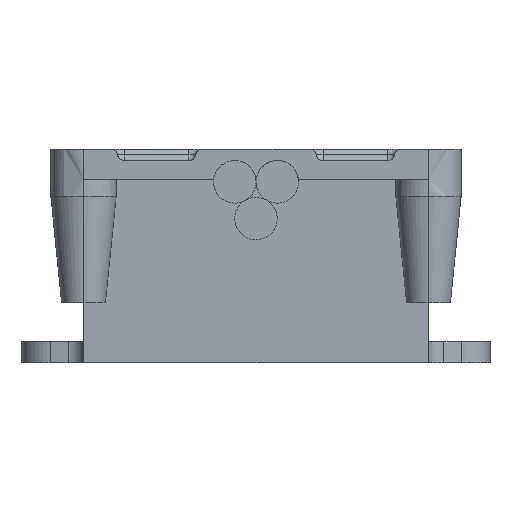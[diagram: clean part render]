
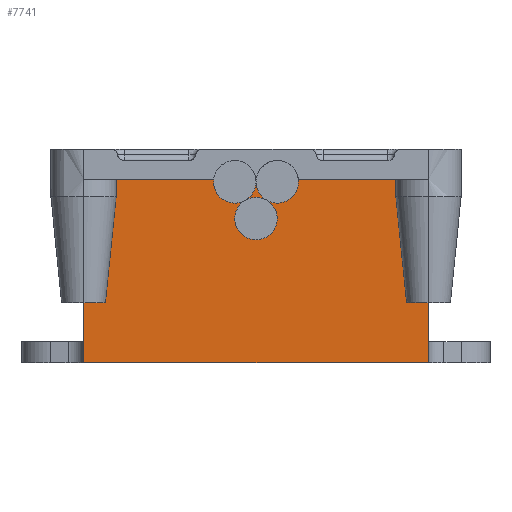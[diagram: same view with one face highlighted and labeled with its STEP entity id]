
A CAD part, left-side view. The second image highlights one B-rep face of the part: STEP entity #7741.
In plain terms, the highlighted free-form (B-spline) face has degree [1, 1] with [2, 2] control points.
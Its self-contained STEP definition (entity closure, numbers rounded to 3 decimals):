
#24 = VERTEX_POINT('',#25);
#25 = CARTESIAN_POINT('',(4.174,3.051,0.));
#30 = EDGE_CURVE('',#31,#24,#33,.T.);
#31 = VERTEX_POINT('',#32);
#32 = CARTESIAN_POINT('',(4.174,40.598,0.));
#33 = B_SPLINE_CURVE_WITH_KNOTS('',1,(#34,#35),.UNSPECIFIED.,.F.,.F.,(2,
    2),(-18.666,18.666),.PIECEWISE_BEZIER_KNOTS.);
#34 = CARTESIAN_POINT('',(4.174,40.598,0.));
#35 = CARTESIAN_POINT('',(4.174,3.051,0.));
#6819 = EDGE_CURVE('',#6820,#6822,#6824,.T.);
#6820 = VERTEX_POINT('',#6821);
#6821 = CARTESIAN_POINT('',(4.174,38.303,
    6.537));
#6822 = VERTEX_POINT('',#6823);
#6823 = CARTESIAN_POINT('',(4.174,37.109,
    18.103));
#6824 = B_SPLINE_CURVE_WITH_KNOTS('',4,(#6825,#6826,#6827,#6828,#6829),
  .UNSPECIFIED.,.F.,.F.,(5,5),(0.,18.576),
  .PIECEWISE_BEZIER_KNOTS.);
#6825 = CARTESIAN_POINT('',(4.174,38.303,
    6.537));
#6826 = CARTESIAN_POINT('',(4.174,38.035,9.105
    ));
#6827 = CARTESIAN_POINT('',(4.174,37.737,
    11.981));
#6828 = CARTESIAN_POINT('',(4.174,37.426,
    15.006));
#6829 = CARTESIAN_POINT('',(4.174,37.109,
    18.103));
#7127 = EDGE_CURVE('',#6822,#7128,#7130,.T.);
#7128 = VERTEX_POINT('',#7129);
#7129 = CARTESIAN_POINT('',(4.174,37.109,
    20.024));
#7130 = B_SPLINE_CURVE_WITH_KNOTS('',1,(#7131,#7132),.UNSPECIFIED.,.F.,
  .F.,(2,2),(-3.191,-1.281),.PIECEWISE_BEZIER_KNOTS.);
#7131 = CARTESIAN_POINT('',(4.174,37.109,
    18.103));
#7132 = CARTESIAN_POINT('',(4.174,37.109,
    20.024));
#7288 = VERTEX_POINT('',#7289);
#7289 = CARTESIAN_POINT('',(4.174,40.598,
    6.537));
#7294 = EDGE_CURVE('',#7288,#6820,#7295,.T.);
#7295 = B_SPLINE_CURVE_WITH_KNOTS('',1,(#7296,#7297),.UNSPECIFIED.,.F.,
  .F.,(2,2),(0.013,2.296),.PIECEWISE_BEZIER_KNOTS.);
#7296 = CARTESIAN_POINT('',(4.174,40.598,
    6.537));
#7297 = CARTESIAN_POINT('',(4.174,38.303,
    6.537));
#7663 = EDGE_CURVE('',#7664,#7666,#7668,.T.);
#7664 = VERTEX_POINT('',#7665);
#7665 = CARTESIAN_POINT('',(4.174,3.051,6.537
    ));
#7666 = VERTEX_POINT('',#7667);
#7667 = CARTESIAN_POINT('',(4.174,5.347,6.537
    ));
#7668 = B_SPLINE_CURVE_WITH_KNOTS('',1,(#7669,#7670),.UNSPECIFIED.,.F.,
  .F.,(2,2),(-1.141,1.141),.PIECEWISE_BEZIER_KNOTS.);
#7669 = CARTESIAN_POINT('',(4.174,3.051,6.537
    ));
#7670 = CARTESIAN_POINT('',(4.174,5.347,6.537
    ));
#7720 = VERTEX_POINT('',#7721);
#7721 = CARTESIAN_POINT('',(4.174,6.54,
    18.103));
#7727 = EDGE_CURVE('',#7666,#7720,#7728,.T.);
#7728 = B_SPLINE_CURVE_WITH_KNOTS('',4,(#7729,#7730,#7731,#7732,#7733),
  .UNSPECIFIED.,.F.,.F.,(5,5),(0.,18.576),
  .PIECEWISE_BEZIER_KNOTS.);
#7729 = CARTESIAN_POINT('',(4.174,5.347,6.537
    ));
#7730 = CARTESIAN_POINT('',(4.174,5.615,9.105)
  );
#7731 = CARTESIAN_POINT('',(4.174,5.912,11.981
    ));
#7732 = CARTESIAN_POINT('',(4.174,6.223,
    15.006));
#7733 = CARTESIAN_POINT('',(4.174,6.54,
    18.103));
#7741 = ADVANCED_FACE('',(#7742),#7806,.T.);
#7742 = FACE_BOUND('',#7743,.T.);
#7743 = EDGE_LOOP('',(#7744,#7756,#7761,#7762,#7763,#7764,#7769,#7770,
    #7775,#7776,#7777,#7784,#7791,#7801));
#7744 = ORIENTED_EDGE('',*,*,#7745,.T.);
#7745 = EDGE_CURVE('',#7746,#7748,#7750,.T.);
#7746 = VERTEX_POINT('',#7747);
#7747 = CARTESIAN_POINT('',(4.174,21.844,
    20.024));
#7748 = VERTEX_POINT('',#7749);
#7749 = CARTESIAN_POINT('',(4.174,26.432,
    20.024));
#7750 = ( BOUNDED_CURVE() B_SPLINE_CURVE(2,(#7751,#7752,#7753,#7754,
#7755),.UNSPECIFIED.,.F.,.F.) B_SPLINE_CURVE_WITH_KNOTS((3,2,3),(
    1.701,3.142,4.582),
.PIECEWISE_BEZIER_KNOTS.) CURVE() GEOMETRIC_REPRESENTATION_ITEM() 
RATIONAL_B_SPLINE_CURVE((1.,0.752,1.,0.752,1.)) 
REPRESENTATION_ITEM('') );
#7751 = CARTESIAN_POINT('',(4.174,21.844,
    20.024));
#7752 = CARTESIAN_POINT('',(4.174,22.108,
    22.038));
#7753 = CARTESIAN_POINT('',(4.174,24.138,
    22.038));
#7754 = CARTESIAN_POINT('',(4.174,26.168,
    22.038));
#7755 = CARTESIAN_POINT('',(4.174,26.432,
    20.024));
#7756 = ORIENTED_EDGE('',*,*,#7757,.T.);
#7757 = EDGE_CURVE('',#7748,#7128,#7758,.T.);
#7758 = B_SPLINE_CURVE_WITH_KNOTS('',1,(#7759,#7760),.UNSPECIFIED.,.F.,
  .F.,(2,2),(-5.308,5.308),.PIECEWISE_BEZIER_KNOTS.);
#7759 = CARTESIAN_POINT('',(4.174,26.432,
    20.024));
#7760 = CARTESIAN_POINT('',(4.174,37.109,
    20.024));
#7761 = ORIENTED_EDGE('',*,*,#7127,.F.);
#7762 = ORIENTED_EDGE('',*,*,#6819,.F.);
#7763 = ORIENTED_EDGE('',*,*,#7294,.F.);
#7764 = ORIENTED_EDGE('',*,*,#7765,.F.);
#7765 = EDGE_CURVE('',#31,#7288,#7766,.T.);
#7766 = B_SPLINE_CURVE_WITH_KNOTS('',1,(#7767,#7768),.UNSPECIFIED.,.F.,
  .F.,(2,2),(-3.25,3.25),.PIECEWISE_BEZIER_KNOTS.);
#7767 = CARTESIAN_POINT('',(4.174,40.598,0.));
#7768 = CARTESIAN_POINT('',(4.174,40.598,
    6.537));
#7769 = ORIENTED_EDGE('',*,*,#30,.T.);
#7770 = ORIENTED_EDGE('',*,*,#7771,.T.);
#7771 = EDGE_CURVE('',#24,#7664,#7772,.T.);
#7772 = B_SPLINE_CURVE_WITH_KNOTS('',1,(#7773,#7774),.UNSPECIFIED.,.F.,
  .F.,(2,2),(-3.25,3.25),.PIECEWISE_BEZIER_KNOTS.);
#7773 = CARTESIAN_POINT('',(4.174,3.051,0.));
#7774 = CARTESIAN_POINT('',(4.174,3.051,6.537
    ));
#7775 = ORIENTED_EDGE('',*,*,#7663,.T.);
#7776 = ORIENTED_EDGE('',*,*,#7727,.T.);
#7777 = ORIENTED_EDGE('',*,*,#7778,.F.);
#7778 = EDGE_CURVE('',#7779,#7720,#7781,.T.);
#7779 = VERTEX_POINT('',#7780);
#7780 = CARTESIAN_POINT('',(4.174,6.54,
    20.024));
#7781 = B_SPLINE_CURVE_WITH_KNOTS('',1,(#7782,#7783),.UNSPECIFIED.,.F.,
  .F.,(2,2),(-0.955,0.955),.PIECEWISE_BEZIER_KNOTS.);
#7782 = CARTESIAN_POINT('',(4.174,6.54,
    20.024));
#7783 = CARTESIAN_POINT('',(4.174,6.54,
    18.103));
#7784 = ORIENTED_EDGE('',*,*,#7785,.T.);
#7785 = EDGE_CURVE('',#7779,#7786,#7788,.T.);
#7786 = VERTEX_POINT('',#7787);
#7787 = CARTESIAN_POINT('',(4.174,17.218,
    20.024));
#7788 = B_SPLINE_CURVE_WITH_KNOTS('',1,(#7789,#7790),.UNSPECIFIED.,.F.,
  .F.,(2,2),(-5.308,5.308),.PIECEWISE_BEZIER_KNOTS.);
#7789 = CARTESIAN_POINT('',(4.174,6.54,
    20.024));
#7790 = CARTESIAN_POINT('',(4.174,17.218,
    20.024));
#7791 = ORIENTED_EDGE('',*,*,#7792,.T.);
#7792 = EDGE_CURVE('',#7786,#7793,#7795,.T.);
#7793 = VERTEX_POINT('',#7794);
#7794 = CARTESIAN_POINT('',(4.174,21.805,
    20.024));
#7795 = ( BOUNDED_CURVE() B_SPLINE_CURVE(2,(#7796,#7797,#7798,#7799,
#7800),.UNSPECIFIED.,.F.,.F.) B_SPLINE_CURVE_WITH_KNOTS((3,2,3),(
    1.701,3.142,4.582),
.PIECEWISE_BEZIER_KNOTS.) CURVE() GEOMETRIC_REPRESENTATION_ITEM() 
RATIONAL_B_SPLINE_CURVE((1.,0.752,1.,0.752,1.)) 
REPRESENTATION_ITEM('') );
#7796 = CARTESIAN_POINT('',(4.174,17.218,
    20.024));
#7797 = CARTESIAN_POINT('',(4.174,17.481,
    22.038));
#7798 = CARTESIAN_POINT('',(4.174,19.512,
    22.038));
#7799 = CARTESIAN_POINT('',(4.174,21.542,
    22.038));
#7800 = CARTESIAN_POINT('',(4.174,21.805,
    20.024));
#7801 = ORIENTED_EDGE('',*,*,#7802,.T.);
#7802 = EDGE_CURVE('',#7793,#7746,#7803,.T.);
#7803 = B_SPLINE_CURVE_WITH_KNOTS('',1,(#7804,#7805),.UNSPECIFIED.,.F.,
  .F.,(2,2),(-0.019,0.019),.PIECEWISE_BEZIER_KNOTS.);
#7804 = CARTESIAN_POINT('',(4.174,21.805,
    20.024));
#7805 = CARTESIAN_POINT('',(4.174,21.844,
    20.024));
#7806 = B_SPLINE_SURFACE_WITH_KNOTS('',1,1,(
    (#7807,#7808)
    ,(#7809,#7810
    )),.UNSPECIFIED.,.F.,.F.,.F.,(2,2),(2,2),(0.,37.332),(0.,
    21.912),.PIECEWISE_BEZIER_KNOTS.);
#7807 = CARTESIAN_POINT('',(4.174,40.598,0.));
#7808 = CARTESIAN_POINT('',(4.174,40.598,
    22.038));
#7809 = CARTESIAN_POINT('',(4.174,3.051,0.));
#7810 = CARTESIAN_POINT('',(4.174,3.051,
    22.038));
